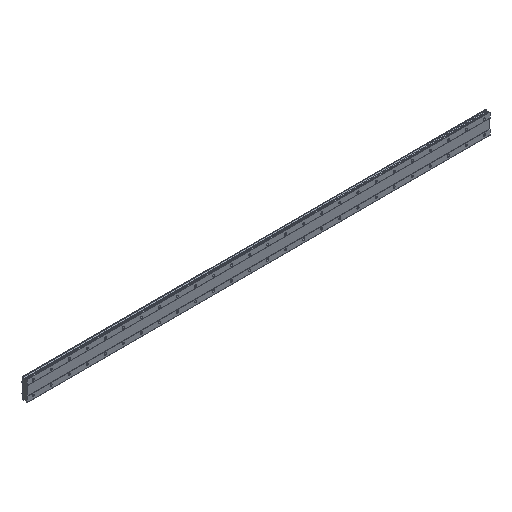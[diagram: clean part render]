
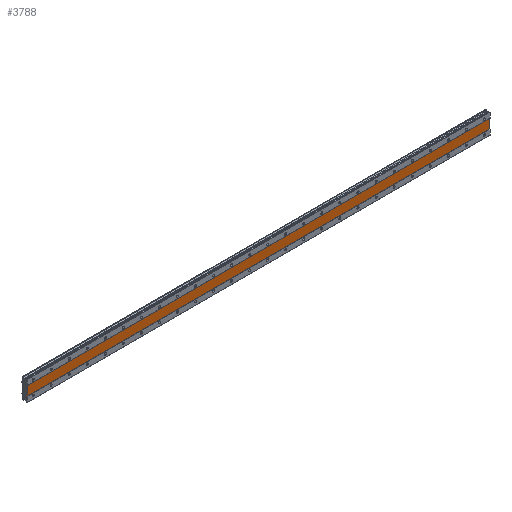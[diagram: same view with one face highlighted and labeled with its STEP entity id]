
A CAD part, isometric view. The second image highlights one B-rep face of the part: STEP entity #3788.
In plain terms, the highlighted planar face has unit normal (0, -1, 0).
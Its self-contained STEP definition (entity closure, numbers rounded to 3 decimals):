
#12 = VECTOR ( 'NONE', #1757, 1000. ) ;
#326 = CARTESIAN_POINT ( 'NONE',  ( -25., 1., 20. ) ) ;
#364 = VECTOR ( 'NONE', #8689, 1000. ) ;
#366 = CARTESIAN_POINT ( 'NONE',  ( -25., 1., 20. ) ) ;
#816 = CARTESIAN_POINT ( 'NONE',  ( 2025., 1., -20. ) ) ;
#853 = EDGE_LOOP ( 'NONE', ( #7804, #8506, #5854, #7716 ) ) ;
#1243 = VERTEX_POINT ( 'NONE', #7871 ) ;
#1579 = FACE_OUTER_BOUND ( 'NONE', #853, .T. ) ;
#1757 = DIRECTION ( 'NONE',  ( 0., 0., 1. ) ) ;
#2253 = LINE ( 'NONE', #816, #8087 ) ;
#2340 = CARTESIAN_POINT ( 'NONE',  ( 2025., 1., 20. ) ) ;
#2386 = EDGE_CURVE ( 'NONE', #2703, #3202, #6279, .T. ) ;
#2703 = VERTEX_POINT ( 'NONE', #3144 ) ;
#3106 = CARTESIAN_POINT ( 'NONE',  ( 2025., 1., -20. ) ) ;
#3144 = CARTESIAN_POINT ( 'NONE',  ( 2025., 1., 20. ) ) ;
#3202 = VERTEX_POINT ( 'NONE', #3106 ) ;
#3218 = VERTEX_POINT ( 'NONE', #366 ) ;
#3292 = VECTOR ( 'NONE', #6187, 1000. ) ;
#3788 = ADVANCED_FACE ( 'NONE', ( #1579 ), #6588, .F. ) ;
#3835 = EDGE_CURVE ( 'NONE', #3218, #2703, #5834, .T. ) ;
#3899 = AXIS2_PLACEMENT_3D ( 'NONE', #2340, #7038, #9040 ) ;
#4046 = CARTESIAN_POINT ( 'NONE',  ( 2025., 1., 20. ) ) ;
#4438 = CARTESIAN_POINT ( 'NONE',  ( 2025., 1., 20. ) ) ;
#4473 = LINE ( 'NONE', #326, #12 ) ;
#5645 = EDGE_CURVE ( 'NONE', #3202, #1243, #2253, .T. ) ;
#5834 = LINE ( 'NONE', #4438, #364 ) ;
#5854 = ORIENTED_EDGE ( 'NONE', *, *, #3835, .F. ) ;
#6187 = DIRECTION ( 'NONE',  ( 0., 0., -1. ) ) ;
#6279 = LINE ( 'NONE', #4046, #3292 ) ;
#6588 = PLANE ( 'NONE',  #3899 ) ;
#7038 = DIRECTION ( 'NONE',  ( 0., 1., 0. ) ) ;
#7716 = ORIENTED_EDGE ( 'NONE', *, *, #8518, .F. ) ;
#7804 = ORIENTED_EDGE ( 'NONE', *, *, #5645, .F. ) ;
#7871 = CARTESIAN_POINT ( 'NONE',  ( -25., 1., -20. ) ) ;
#7914 = DIRECTION ( 'NONE',  ( -1., 0., 0. ) ) ;
#8087 = VECTOR ( 'NONE', #7914, 1000. ) ;
#8506 = ORIENTED_EDGE ( 'NONE', *, *, #2386, .F. ) ;
#8518 = EDGE_CURVE ( 'NONE', #1243, #3218, #4473, .T. ) ;
#8689 = DIRECTION ( 'NONE',  ( 1., 0., 0. ) ) ;
#9040 = DIRECTION ( 'NONE',  ( 0., 0., 1. ) ) ;
